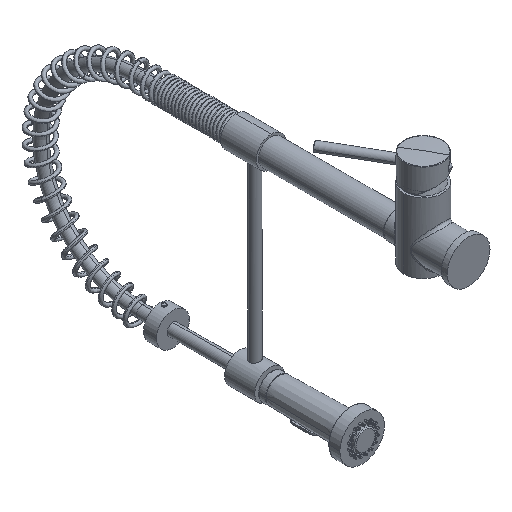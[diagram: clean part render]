
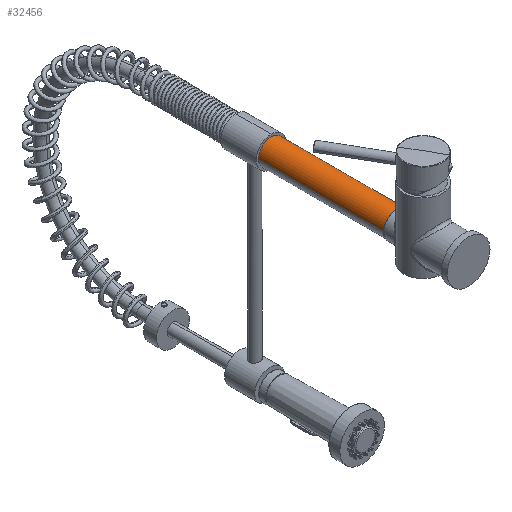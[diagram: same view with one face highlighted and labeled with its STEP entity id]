
A CAD part, isometric view. The second image highlights one B-rep face of the part: STEP entity #32456.
In plain terms, the highlighted cylindrical face has radius 14.85 mm (diameter 29.7 mm), a partial arc.
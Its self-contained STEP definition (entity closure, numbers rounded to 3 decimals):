
#3769=CARTESIAN_POINT('',(0.,30.5,-4.));
#3770=DIRECTION('',(0.,-1.,0.));
#3771=DIRECTION('',(1.,0.,0.));
#3772=AXIS2_PLACEMENT_3D('',#3769,#3770,#3771);
#3871=CARTESIAN_POINT('',(0.,176.1,-4.));
#3872=DIRECTION('',(0.,-1.,0.));
#3873=DIRECTION('',(1.,0.,0.));
#3874=AXIS2_PLACEMENT_3D('',#3871,#3872,#3873);
#26521=DIRECTION('',(0.,1.,0.));
#26522=VECTOR('',#26521,145.6);
#26523=CARTESIAN_POINT('',(-14.85,30.5,-4.));
#26524=LINE('',#26523,#26522);
#26525=DIRECTION('',(0.,1.,0.));
#26526=VECTOR('',#26525,145.6);
#26527=CARTESIAN_POINT('',(14.85,30.5,-4.));
#26528=LINE('',#26527,#26526);
#26844=CARTESIAN_POINT('',(14.85,30.5,-4.));
#26845=CARTESIAN_POINT('',(-14.85,30.5,-4.));
#26846=VERTEX_POINT('',#26844);
#26847=VERTEX_POINT('',#26845);
#27370=CARTESIAN_POINT('',(14.85,176.1,-4.));
#27371=CARTESIAN_POINT('',(-14.85,176.1,-4.));
#27372=VERTEX_POINT('',#27370);
#27373=VERTEX_POINT('',#27371);
#32442=CARTESIAN_POINT('',(0.,193.55,-4.));
#32443=DIRECTION('',(0.,-1.,0.));
#32444=DIRECTION('',(-1.,0.,0.));
#32445=AXIS2_PLACEMENT_3D('',#32442,#32443,#32444);
#32446=CYLINDRICAL_SURFACE('',#32445,14.85);
#32448=ORIENTED_EDGE('',*,*,#32447,.F.);
#32450=ORIENTED_EDGE('',*,*,#32449,.F.);
#32451=ORIENTED_EDGE('',*,*,#32399,.T.);
#32453=ORIENTED_EDGE('',*,*,#32452,.T.);
#32454=EDGE_LOOP('',(#32448,#32450,#32451,#32453));
#32455=FACE_OUTER_BOUND('',#32454,.F.);
#32456=ADVANCED_FACE('',(#32455),#32446,.T.);
#3773=CIRCLE('',#3772,14.85);
#3875=CIRCLE('',#3874,14.85);
#32399=EDGE_CURVE('',#26846,#26847,#3773,.T.);
#32447=EDGE_CURVE('',#27372,#27373,#3875,.T.);
#32449=EDGE_CURVE('',#26846,#27372,#26528,.T.);
#32452=EDGE_CURVE('',#26847,#27373,#26524,.T.);
